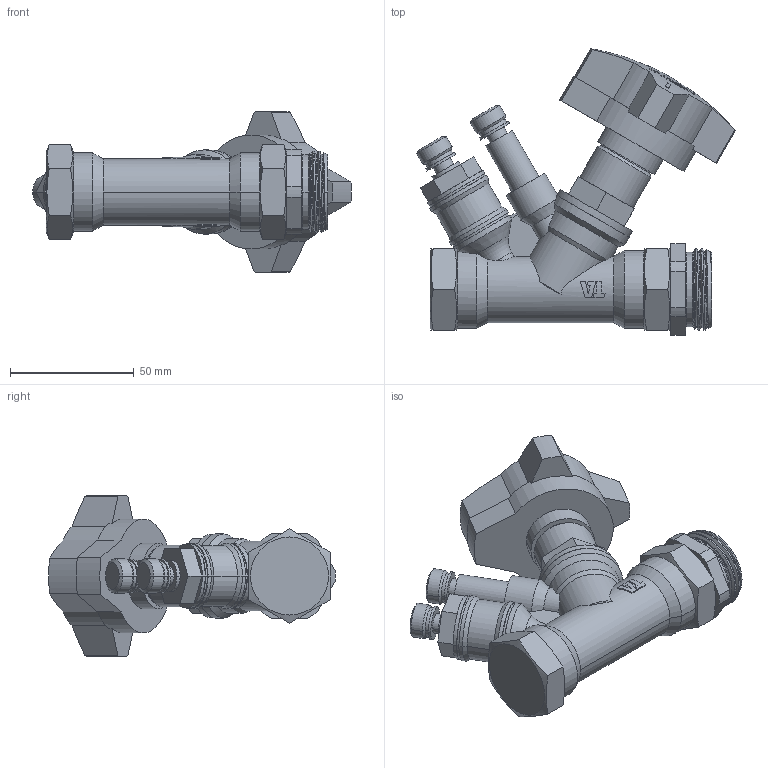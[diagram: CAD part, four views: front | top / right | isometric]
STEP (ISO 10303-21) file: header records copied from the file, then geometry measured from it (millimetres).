
FILE_DESCRIPTION((''),'2;1');
FILE_NAME('9339-02-800-STAD','2016-06-02T',('marann'),(''),'PRO/ENGINEER BY PARAMETRIC TECHNOLOGY CORPORATION, 2011490','PRO/ENGINEER BY PARAMETRIC TECHNOLOGY CORPORATION, 2011490','');
FILE_SCHEMA(('CONFIG_CONTROL_DESIGN'));
Length unit declared in the file: millimetre
Products named in the file (1): 9339-02-800-STAD
Bounding box: 128.68 x 115.64 x 64.94 mm (x, y, z)
Volume: 187284.5 mm3; surface area: 39735.3 mm2
Topology: 1 solids, 1 shells, 664 faces, 1811 edges, 1189 vertices
Faces by surface type: plane 430, cylinder 137, cone 50, bspline 19, sphere 18, torus 10
Entity records: 28757 total; most frequent: CARTESIAN_POINT 11719, ORIENTED_EDGE 3614, DIRECTION 3603, EDGE_CURVE 1807, AXIS2_PLACEMENT_3D 1379, VERTEX_POINT 1189, VECTOR 845, LINE 845
